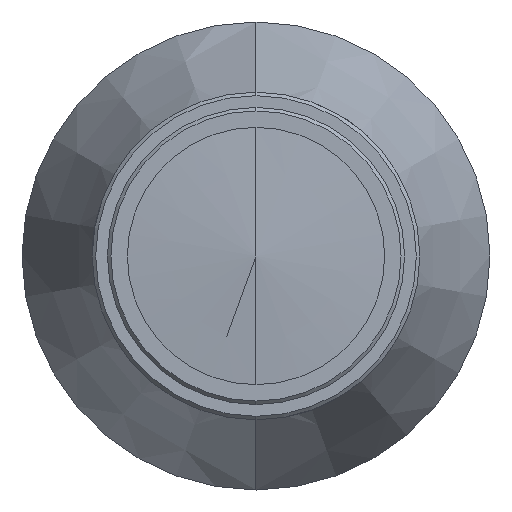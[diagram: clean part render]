
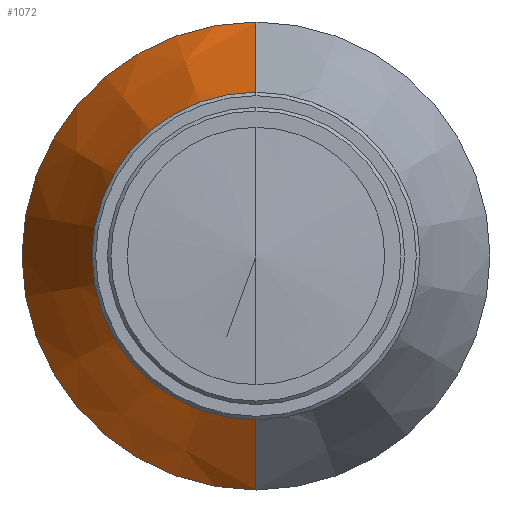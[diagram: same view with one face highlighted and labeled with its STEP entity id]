
A CAD part, left-side view. The second image highlights one B-rep face of the part: STEP entity #1072.
In plain terms, the highlighted conical face has half-angle 23 degrees and reference radius 13 mm.
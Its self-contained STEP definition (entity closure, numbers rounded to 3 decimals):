
#30 = AXIS2_PLACEMENT_3D ( 'NONE', #906, #924, #1616 ) ;
#52 = CARTESIAN_POINT ( 'NONE',  ( 32.491, 0., -20. ) ) ;
#64 = CARTESIAN_POINT ( 'NONE',  ( 16., 0., -13. ) ) ;
#92 = AXIS2_PLACEMENT_3D ( 'NONE', #576, #1269, #1577 ) ;
#130 = DIRECTION ( 'NONE',  ( 0.921, 0., -0.391 ) ) ;
#134 = CARTESIAN_POINT ( 'NONE',  ( 16., 0., -13. ) ) ;
#144 = VERTEX_POINT ( 'NONE', #1271 ) ;
#209 = ORIENTED_EDGE ( 'NONE', *, *, #394, .F. ) ;
#237 = CARTESIAN_POINT ( 'NONE',  ( 16., 0., 0. ) ) ;
#328 = CIRCLE ( 'NONE', #582, 13. ) ;
#346 = EDGE_CURVE ( 'NONE', #1243, #1137, #328, .T. ) ;
#394 = EDGE_CURVE ( 'NONE', #1137, #1039, #1073, .T. ) ;
#414 = VECTOR ( 'NONE', #130, 1000. ) ;
#476 = CONICAL_SURFACE ( 'NONE', #30, 13., 0.401 ) ;
#524 = DIRECTION ( 'NONE',  ( 0., 0., -1. ) ) ;
#576 = CARTESIAN_POINT ( 'NONE',  ( 32.491, 0., 0. ) ) ;
#582 = AXIS2_PLACEMENT_3D ( 'NONE', #237, #1482, #524 ) ;
#600 = VECTOR ( 'NONE', #1491, 1000. ) ;
#614 = FACE_OUTER_BOUND ( 'NONE', #1784, .T. ) ;
#906 = CARTESIAN_POINT ( 'NONE',  ( 16., 0., 0. ) ) ;
#924 = DIRECTION ( 'NONE',  ( 1., 0., 0. ) ) ;
#1039 = VERTEX_POINT ( 'NONE', #52 ) ;
#1072 = ADVANCED_FACE ( 'NONE', ( #614 ), #476, .T. ) ;
#1073 = LINE ( 'NONE', #134, #414 ) ;
#1083 = ORIENTED_EDGE ( 'NONE', *, *, #1288, .T. ) ;
#1137 = VERTEX_POINT ( 'NONE', #64 ) ;
#1243 = VERTEX_POINT ( 'NONE', #1668 ) ;
#1269 = DIRECTION ( 'NONE',  ( -1., 0., 0. ) ) ;
#1271 = CARTESIAN_POINT ( 'NONE',  ( 32.491, 0., 20. ) ) ;
#1288 = EDGE_CURVE ( 'NONE', #144, #1039, #1509, .T. ) ;
#1316 = ORIENTED_EDGE ( 'NONE', *, *, #1615, .T. ) ;
#1482 = DIRECTION ( 'NONE',  ( -1., 0., 0. ) ) ;
#1491 = DIRECTION ( 'NONE',  ( 0.921, 0., 0.391 ) ) ;
#1509 = CIRCLE ( 'NONE', #92, 20. ) ;
#1541 = ORIENTED_EDGE ( 'NONE', *, *, #346, .F. ) ;
#1577 = DIRECTION ( 'NONE',  ( 0., 0., 1. ) ) ;
#1581 = LINE ( 'NONE', #1647, #600 ) ;
#1615 = EDGE_CURVE ( 'NONE', #1243, #144, #1581, .T. ) ;
#1616 = DIRECTION ( 'NONE',  ( 0., 0., -1. ) ) ;
#1647 = CARTESIAN_POINT ( 'NONE',  ( 16., 0., 13. ) ) ;
#1668 = CARTESIAN_POINT ( 'NONE',  ( 16., 0., 13. ) ) ;
#1784 = EDGE_LOOP ( 'NONE', ( #1541, #1316, #1083, #209 ) ) ;
